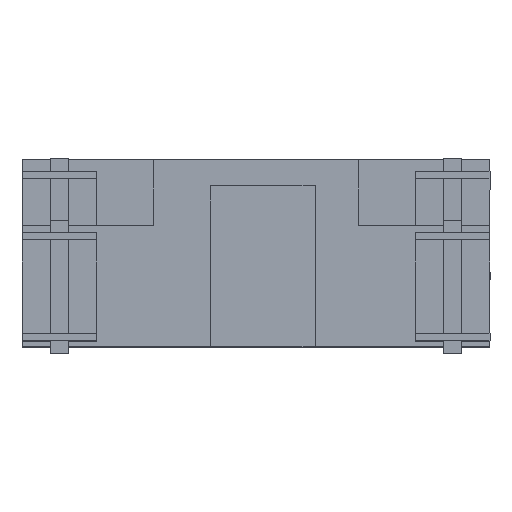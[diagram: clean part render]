
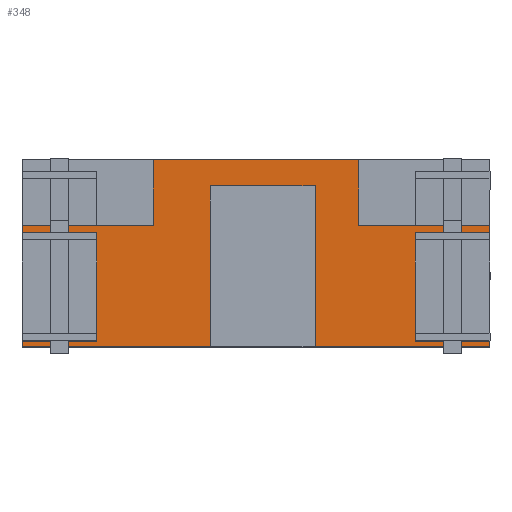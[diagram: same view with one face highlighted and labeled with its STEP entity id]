
A CAD part, top view. The second image highlights one B-rep face of the part: STEP entity #348.
In plain terms, the highlighted planar face has unit normal (0, 0, 1).
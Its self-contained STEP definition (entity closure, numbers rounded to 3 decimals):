
#348=ADVANCED_FACE('',(#459),#407,.T.);
#407=PLANE('',#1164);
#459=FACE_OUTER_BOUND('',#515,.T.);
#515=EDGE_LOOP('',(#695,#696,#697,#698,#699,#700,#701,#702));
#695=ORIENTED_EDGE('',*,*,#891,.T.);
#696=ORIENTED_EDGE('',*,*,#895,.T.);
#697=ORIENTED_EDGE('',*,*,#898,.T.);
#698=ORIENTED_EDGE('',*,*,#901,.T.);
#699=ORIENTED_EDGE('',*,*,#904,.T.);
#700=ORIENTED_EDGE('',*,*,#907,.T.);
#701=ORIENTED_EDGE('',*,*,#910,.T.);
#702=ORIENTED_EDGE('',*,*,#912,.T.);
#797=VERTEX_POINT('',#1623);
#798=VERTEX_POINT('',#1625);
#800=VERTEX_POINT('',#1631);
#802=VERTEX_POINT('',#1637);
#804=VERTEX_POINT('',#1643);
#806=VERTEX_POINT('',#1649);
#808=VERTEX_POINT('',#1655);
#810=VERTEX_POINT('',#1661);
#891=EDGE_CURVE('',#798,#797,#997,.T.);
#895=EDGE_CURVE('',#797,#800,#1001,.T.);
#898=EDGE_CURVE('',#800,#802,#1004,.T.);
#901=EDGE_CURVE('',#802,#804,#1007,.T.);
#904=EDGE_CURVE('',#804,#806,#1010,.T.);
#907=EDGE_CURVE('',#806,#808,#1013,.T.);
#910=EDGE_CURVE('',#808,#810,#1016,.T.);
#912=EDGE_CURVE('',#810,#798,#1018,.T.);
#997=LINE('',#1624,#1093);
#1001=LINE('',#1632,#1097);
#1004=LINE('',#1638,#1100);
#1007=LINE('',#1644,#1103);
#1010=LINE('',#1650,#1106);
#1013=LINE('',#1656,#1109);
#1016=LINE('',#1662,#1112);
#1018=LINE('',#1665,#1114);
#1093=VECTOR('',#1336,1.);
#1097=VECTOR('',#1342,1.);
#1100=VECTOR('',#1347,1.);
#1103=VECTOR('',#1352,1.);
#1106=VECTOR('',#1357,1.);
#1109=VECTOR('',#1362,1.);
#1112=VECTOR('',#1367,1.);
#1114=VECTOR('',#1371,1.);
#1164=AXIS2_PLACEMENT_3D('',#1667,#1374,#1375);
#1336=DIRECTION('',(0.,-1.,0.));
#1342=DIRECTION('',(1.,0.,0.));
#1347=DIRECTION('',(0.,1.,0.));
#1352=DIRECTION('',(-1.,0.,0.));
#1357=DIRECTION('',(0.,1.,0.));
#1362=DIRECTION('',(-1.,0.,0.));
#1367=DIRECTION('',(0.,-1.,0.));
#1371=DIRECTION('',(-1.,0.,0.));
#1374=DIRECTION('',(0.,0.,1.));
#1375=DIRECTION('',(1.,0.,0.));
#1623=CARTESIAN_POINT('',(-40.,-100.,6.));
#1624=CARTESIAN_POINT('',(-40.,-35.,6.));
#1625=CARTESIAN_POINT('',(-40.,-35.,6.));
#1631=CARTESIAN_POINT('',(210.,-100.,6.));
#1632=CARTESIAN_POINT('',(-40.,-100.,6.));
#1637=CARTESIAN_POINT('',(210.,-35.,6.));
#1638=CARTESIAN_POINT('',(210.,-100.,6.));
#1643=CARTESIAN_POINT('',(140.,-35.,6.));
#1644=CARTESIAN_POINT('',(210.,-35.,6.));
#1649=CARTESIAN_POINT('',(140.,0.,6.));
#1650=CARTESIAN_POINT('',(140.,-35.,6.));
#1655=CARTESIAN_POINT('',(30.,0.,6.));
#1656=CARTESIAN_POINT('',(140.,0.,6.));
#1661=CARTESIAN_POINT('',(30.,-35.,6.));
#1662=CARTESIAN_POINT('',(30.,0.,6.));
#1665=CARTESIAN_POINT('',(30.,-35.,6.));
#1667=CARTESIAN_POINT('',(0.,0.,6.));
